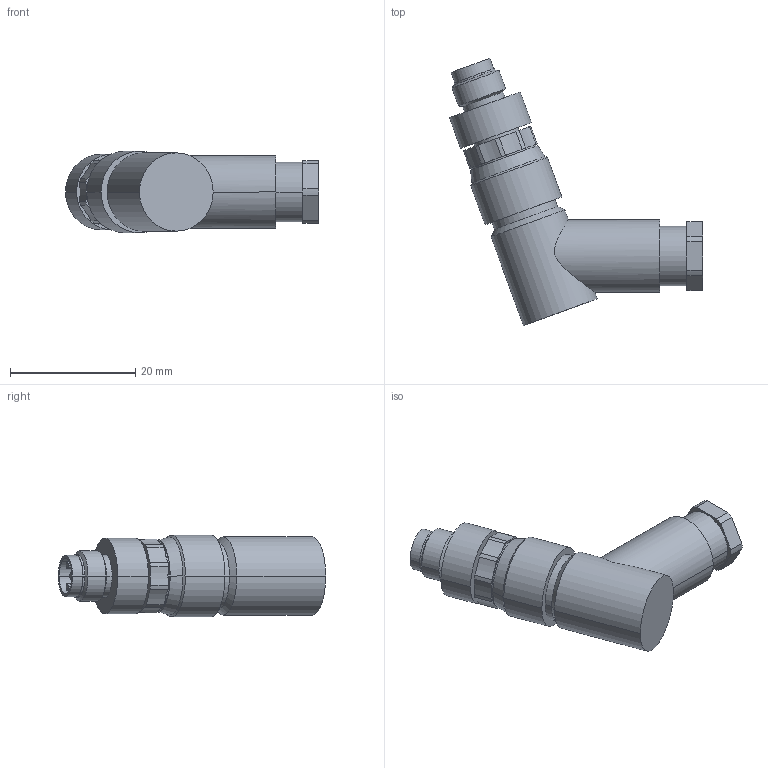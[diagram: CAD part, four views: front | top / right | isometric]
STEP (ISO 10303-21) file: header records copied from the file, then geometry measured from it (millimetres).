
FILE_DESCRIPTION(/* description */ ('Alibre Inc.'),/* implementation_level */ '2;1');
FILE_NAME(/* name */ 'export-E1448039-451B-42CD-A78C-1CE5FD692A4C',/* time_stamp */ '2020-08-05T16:18:10+02:00',/* author */ (''),/* organization */ (''),/* preprocessor_version */ 'ST-DEVELOPER v17',/* originating_system */ 'Alibre',/* authorisation */ '');
FILE_SCHEMA (('AUTOMOTIVE_DESIGN'));
Length unit declared in the file: millimetre
Products named in the file (2): 1407583_SACC_M_8MR_3CON_M_SW-select
Bounding box: 40.35 x 42.64 x 13 mm (x, y, z)
Volume: 6247.4 mm3; surface area: 2841.6 mm2
Topology: 1 solids, 1 shells, 96 faces, 227 edges, 145 vertices
Faces by surface type: cylinder 60, plane 26, cone 10
Entity records: 3000 total; most frequent: CARTESIAN_POINT 612, DIRECTION 520, ORIENTED_EDGE 454, EDGE_CURVE 227, AXIS2_PLACEMENT_3D 224, VERTEX_POINT 145, CIRCLE 126, EDGE_LOOP 108
